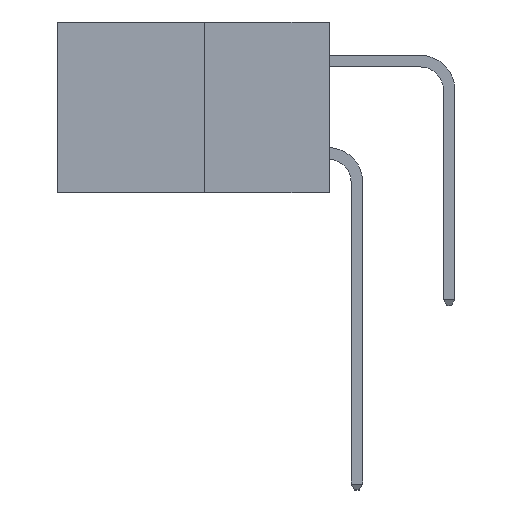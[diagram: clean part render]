
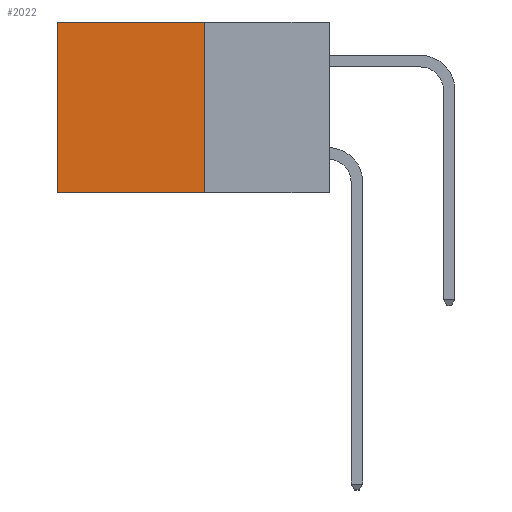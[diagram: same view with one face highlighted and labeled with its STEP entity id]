
A CAD part, left-side view. The second image highlights one B-rep face of the part: STEP entity #2022.
In plain terms, the highlighted planar face has unit normal (-1, 0, 0).
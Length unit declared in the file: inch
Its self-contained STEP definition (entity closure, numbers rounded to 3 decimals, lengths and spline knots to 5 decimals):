
#619 = VECTOR ( 'NONE', #5566, 39.37008 ) ;
#978 = EDGE_CURVE ( 'NONE', #10000, #3337, #5529, .T. ) ;
#1169 = ORIENTED_EDGE ( 'NONE', *, *, #6589, .T. ) ;
#1208 = ORIENTED_EDGE ( 'NONE', *, *, #5222, .F. ) ;
#1218 = ORIENTED_EDGE ( 'NONE', *, *, #978, .F. ) ;
#1234 = ORIENTED_EDGE ( 'NONE', *, *, #2212, .T. ) ;
#2022 = ADVANCED_FACE ( 'NONE', ( #7544 ), #6377, .F. ) ;
#2212 = EDGE_CURVE ( 'NONE', #10000, #2943, #5484, .T. ) ;
#2259 = VECTOR ( 'NONE', #3480, 39.37008 ) ;
#2737 = AXIS2_PLACEMENT_3D ( 'NONE', #6529, #6299, #6177 ) ;
#2943 = VERTEX_POINT ( 'NONE', #6390 ) ;
#3002 = EDGE_LOOP ( 'NONE', ( #1169, #1208, #1218, #1234 ) ) ;
#3337 = VERTEX_POINT ( 'NONE', #4799 ) ;
#3480 = DIRECTION ( 'NONE',  ( 0., 0., -1. ) ) ;
#4750 = LINE ( 'NONE', #6326, #2259 ) ;
#4799 = CARTESIAN_POINT ( 'NONE',  ( 0.277, 0.27, -0.37 ) ) ;
#4918 = VECTOR ( 'NONE', #10941, 39.37008 ) ;
#5222 = EDGE_CURVE ( 'NONE', #3337, #5229, #5334, .T. ) ;
#5229 = VERTEX_POINT ( 'NONE', #9488 ) ;
#5334 = LINE ( 'NONE', #9503, #10176 ) ;
#5484 = LINE ( 'NONE', #11114, #4918 ) ;
#5529 = LINE ( 'NONE', #5570, #619 ) ;
#5566 = DIRECTION ( 'NONE',  ( 0., 0., -1. ) ) ;
#5570 = CARTESIAN_POINT ( 'NONE',  ( 0.277, 0.27, -0.37 ) ) ;
#6177 = DIRECTION ( 'NONE',  ( 0., 0., -1. ) ) ;
#6299 = DIRECTION ( 'NONE',  ( 1., 0., 0. ) ) ;
#6326 = CARTESIAN_POINT ( 'NONE',  ( 0.277, 0.59, -0.37 ) ) ;
#6377 = PLANE ( 'NONE',  #2737 ) ;
#6390 = CARTESIAN_POINT ( 'NONE',  ( 0.277, 0.59, 0. ) ) ;
#6529 = CARTESIAN_POINT ( 'NONE',  ( 0.277, 0.27, -0.37 ) ) ;
#6589 = EDGE_CURVE ( 'NONE', #2943, #5229, #4750, .T. ) ;
#7544 = FACE_OUTER_BOUND ( 'NONE', #3002, .T. ) ;
#8003 = DIRECTION ( 'NONE',  ( 0., 1., 0. ) ) ;
#9223 = CARTESIAN_POINT ( 'NONE',  ( 0.277, 0.27, 0. ) ) ;
#9488 = CARTESIAN_POINT ( 'NONE',  ( 0.277, 0.59, -0.37 ) ) ;
#9503 = CARTESIAN_POINT ( 'NONE',  ( 0.277, 0.27, -0.37 ) ) ;
#10000 = VERTEX_POINT ( 'NONE', #9223 ) ;
#10176 = VECTOR ( 'NONE', #8003, 39.37008 ) ;
#10941 = DIRECTION ( 'NONE',  ( 0., 1., 0. ) ) ;
#11114 = CARTESIAN_POINT ( 'NONE',  ( 0.277, 0.27, 0. ) ) ;
